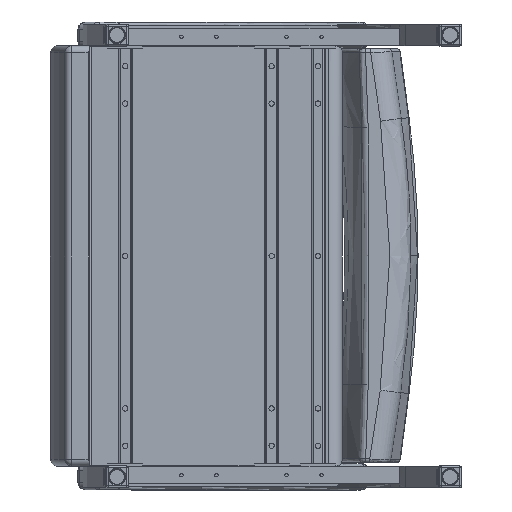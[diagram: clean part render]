
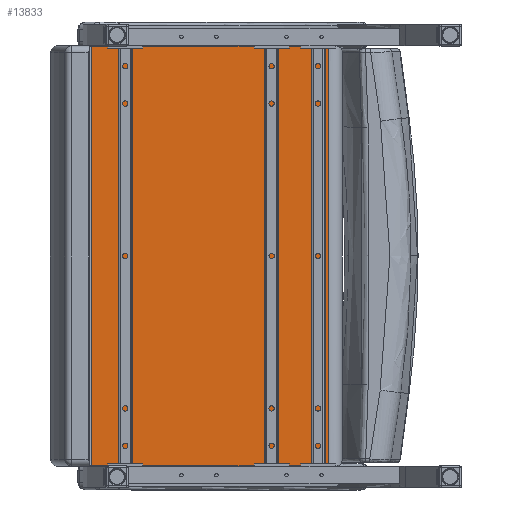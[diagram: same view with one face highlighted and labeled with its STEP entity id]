
A CAD part, front view. The second image highlights one B-rep face of the part: STEP entity #13833.
In plain terms, the highlighted planar face has unit normal (0, -1, 0).
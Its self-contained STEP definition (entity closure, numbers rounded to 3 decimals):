
#680=PLANE('',#15127);
#1757=FACE_OUTER_BOUND('',#2822,.T.);
#2822=EDGE_LOOP('',(#9816,#9817,#9818,#9819));
#4492=LINE('',#22045,#5186);
#4508=LINE('',#22179,#5202);
#4514=LINE('',#22266,#5208);
#4515=LINE('',#22268,#5209);
#5186=VECTOR('',#17107,0.394);
#5202=VECTOR('',#17183,0.394);
#5208=VECTOR('',#17245,0.394);
#5209=VECTOR('',#17248,0.394);
#6011=VERTEX_POINT('',#22033);
#6012=VERTEX_POINT('',#22044);
#6036=VERTEX_POINT('',#22167);
#6037=VERTEX_POINT('',#22178);
#7302=EDGE_CURVE('',#6011,#6012,#4492,.T.);
#7341=EDGE_CURVE('',#6036,#6037,#4508,.T.);
#7366=EDGE_CURVE('',#6036,#6012,#4514,.T.);
#7367=EDGE_CURVE('',#6037,#6011,#4515,.T.);
#9816=ORIENTED_EDGE('',*,*,#7302,.F.);
#9817=ORIENTED_EDGE('',*,*,#7367,.F.);
#9818=ORIENTED_EDGE('',*,*,#7341,.F.);
#9819=ORIENTED_EDGE('',*,*,#7366,.T.);
#13833=ADVANCED_FACE('',(#1757),#680,.T.);
#15127=AXIS2_PLACEMENT_3D('',#22267,#17246,#17247);
#17107=DIRECTION('',(1.,0.,0.));
#17183=DIRECTION('',(-1.,0.,0.));
#17245=DIRECTION('',(0.,0.,1.));
#17246=DIRECTION('center_axis',(0.,-1.,0.));
#17247=DIRECTION('ref_axis',(1.,0.,0.));
#17248=DIRECTION('',(0.,0.,1.));
#22033=CARTESIAN_POINT('',(-12.083,0.797,29.966));
#22044=CARTESIAN_POINT('',(4.791,0.797,29.966));
#22045=CARTESIAN_POINT('',(-9.146,0.797,29.966));
#22167=CARTESIAN_POINT('',(4.791,0.797,0.034));
#22178=CARTESIAN_POINT('',(-12.083,0.797,0.034));
#22179=CARTESIAN_POINT('',(-9.146,0.797,0.034));
#22266=CARTESIAN_POINT('',(4.791,0.797,0.));
#22267=CARTESIAN_POINT('Origin',(-12.083,0.797,0.));
#22268=CARTESIAN_POINT('',(-12.083,0.797,0.));
